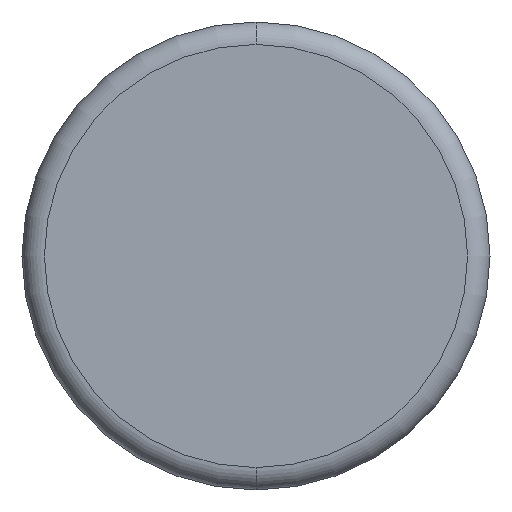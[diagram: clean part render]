
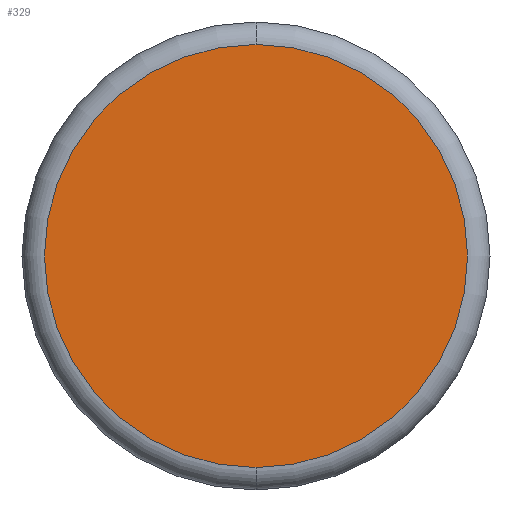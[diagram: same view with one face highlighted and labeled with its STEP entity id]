
A CAD part, front view. The second image highlights one B-rep face of the part: STEP entity #329.
In plain terms, the highlighted planar face has unit normal (0, -1, 0).
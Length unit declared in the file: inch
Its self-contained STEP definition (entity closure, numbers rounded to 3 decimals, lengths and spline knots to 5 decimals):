
#17 = DIRECTION ( 'NONE',  ( 0., 0., -1. ) ) ;
#26 = CIRCLE ( 'NONE', #462, 0.2825 ) ;
#28 = AXIS2_PLACEMENT_3D ( 'NONE', #107, #483, #231 ) ;
#67 = PLANE ( 'NONE',  #491 ) ;
#75 = VERTEX_POINT ( 'NONE', #403 ) ;
#85 = CIRCLE ( 'NONE', #28, 0.2825 ) ;
#87 = DIRECTION ( 'NONE',  ( 0., 0., -1. ) ) ;
#95 = EDGE_CURVE ( 'NONE', #75, #132, #26, .T. ) ;
#102 = CARTESIAN_POINT ( 'NONE',  ( 0., 0., 0. ) ) ;
#106 = FACE_OUTER_BOUND ( 'NONE', #161, .T. ) ;
#107 = CARTESIAN_POINT ( 'NONE',  ( 0., 0., 0. ) ) ;
#132 = VERTEX_POINT ( 'NONE', #353 ) ;
#160 = CARTESIAN_POINT ( 'NONE',  ( 0., 0., 0. ) ) ;
#161 = EDGE_LOOP ( 'NONE', ( #234, #410 ) ) ;
#231 = DIRECTION ( 'NONE',  ( 0., 0., -1. ) ) ;
#234 = ORIENTED_EDGE ( 'NONE', *, *, #95, .T. ) ;
#296 = DIRECTION ( 'NONE',  ( 0., -1., 0. ) ) ;
#329 = ADVANCED_FACE ( 'NONE', ( #106 ), #67, .T. ) ;
#353 = CARTESIAN_POINT ( 'NONE',  ( 0., 0., 0.2825 ) ) ;
#395 = DIRECTION ( 'NONE',  ( 0., -1., 0. ) ) ;
#403 = CARTESIAN_POINT ( 'NONE',  ( 0., 0., -0.2825 ) ) ;
#410 = ORIENTED_EDGE ( 'NONE', *, *, #472, .T. ) ;
#462 = AXIS2_PLACEMENT_3D ( 'NONE', #102, #395, #17 ) ;
#472 = EDGE_CURVE ( 'NONE', #132, #75, #85, .T. ) ;
#483 = DIRECTION ( 'NONE',  ( 0., -1., 0. ) ) ;
#491 = AXIS2_PLACEMENT_3D ( 'NONE', #160, #296, #87 ) ;
